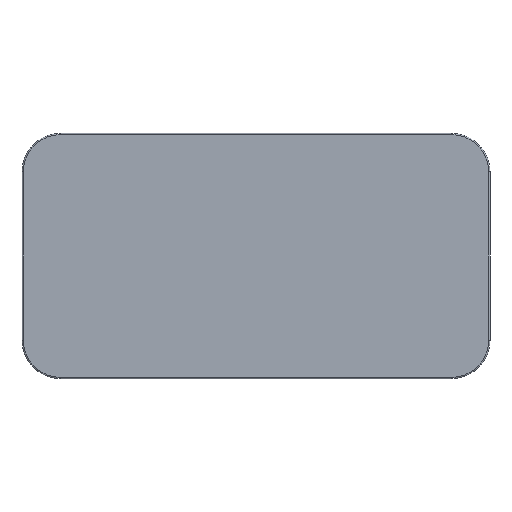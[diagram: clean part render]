
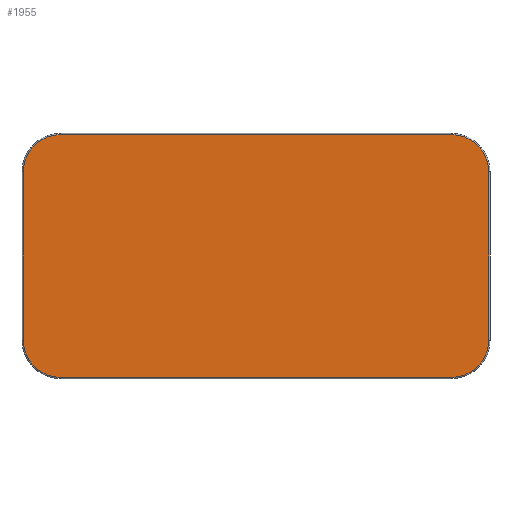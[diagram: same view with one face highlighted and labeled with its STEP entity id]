
A CAD part, front view. The second image highlights one B-rep face of the part: STEP entity #1955.
In plain terms, the highlighted planar face has unit normal (0, -1, 0).
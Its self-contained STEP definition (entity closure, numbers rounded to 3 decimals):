
#31=PLANE('',#2103);
#90=LINE('',#2942,#282);
#92=LINE('',#2954,#284);
#94=LINE('',#2966,#286);
#95=LINE('',#2974,#287);
#282=VECTOR('',#2310,10.);
#284=VECTOR('',#2324,10.);
#286=VECTOR('',#2338,10.);
#287=VECTOR('',#2349,10.);
#529=FACE_OUTER_BOUND('',#645,.T.);
#645=EDGE_LOOP('',(#1387,#1388,#1389,#1390,#1391,#1392,#1393,#1394));
#758=CIRCLE('',#2075,5.8);
#764=CIRCLE('',#2083,5.8);
#768=CIRCLE('',#2089,5.8);
#772=CIRCLE('',#2095,5.8);
#856=VERTEX_POINT('',#2930);
#857=VERTEX_POINT('',#2932);
#859=VERTEX_POINT('',#2938);
#861=VERTEX_POINT('',#2944);
#863=VERTEX_POINT('',#2950);
#865=VERTEX_POINT('',#2956);
#867=VERTEX_POINT('',#2962);
#869=VERTEX_POINT('',#2968);
#1044=EDGE_CURVE('',#856,#857,#758,.T.);
#1049=EDGE_CURVE('',#857,#859,#90,.T.);
#1052=EDGE_CURVE('',#859,#861,#764,.T.);
#1055=EDGE_CURVE('',#861,#863,#92,.T.);
#1058=EDGE_CURVE('',#863,#865,#768,.T.);
#1061=EDGE_CURVE('',#865,#867,#94,.T.);
#1064=EDGE_CURVE('',#867,#869,#772,.T.);
#1065=EDGE_CURVE('',#869,#856,#95,.T.);
#1387=ORIENTED_EDGE('',*,*,#1044,.F.);
#1388=ORIENTED_EDGE('',*,*,#1065,.F.);
#1389=ORIENTED_EDGE('',*,*,#1064,.F.);
#1390=ORIENTED_EDGE('',*,*,#1061,.F.);
#1391=ORIENTED_EDGE('',*,*,#1058,.F.);
#1392=ORIENTED_EDGE('',*,*,#1055,.F.);
#1393=ORIENTED_EDGE('',*,*,#1052,.F.);
#1394=ORIENTED_EDGE('',*,*,#1049,.F.);
#1955=ADVANCED_FACE('',(#529),#31,.T.);
#2075=AXIS2_PLACEMENT_3D('',#2933,#2299,#2300);
#2083=AXIS2_PLACEMENT_3D('',#2948,#2317,#2318);
#2089=AXIS2_PLACEMENT_3D('',#2960,#2331,#2332);
#2095=AXIS2_PLACEMENT_3D('',#2972,#2345,#2346);
#2103=AXIS2_PLACEMENT_3D('',#2994,#2370,#2371);
#2299=DIRECTION('center_axis',(0.,1.,0.));
#2300=DIRECTION('ref_axis',(-0.707,0.,0.707));
#2310=DIRECTION('',(1.,0.,0.));
#2317=DIRECTION('center_axis',(0.,1.,0.));
#2318=DIRECTION('ref_axis',(0.707,0.,0.707));
#2324=DIRECTION('',(0.,0.,-1.));
#2331=DIRECTION('center_axis',(0.,1.,0.));
#2332=DIRECTION('ref_axis',(0.707,0.,-0.707));
#2338=DIRECTION('',(-1.,0.,0.));
#2345=DIRECTION('center_axis',(0.,1.,0.));
#2346=DIRECTION('ref_axis',(-0.707,0.,-0.707));
#2349=DIRECTION('',(0.,0.,1.));
#2370=DIRECTION('center_axis',(0.,-1.,0.));
#2371=DIRECTION('ref_axis',(0.,0.,-1.));
#2930=CARTESIAN_POINT('',(-36.55,-2.,13.25));
#2932=CARTESIAN_POINT('',(-30.75,-2.,19.05));
#2933=CARTESIAN_POINT('Origin',(-30.75,-2.,13.25));
#2938=CARTESIAN_POINT('',(30.75,-2.,19.05));
#2942=CARTESIAN_POINT('',(18.375,-2.,19.05));
#2944=CARTESIAN_POINT('',(36.55,-2.,13.25));
#2948=CARTESIAN_POINT('Origin',(30.75,-2.,13.25));
#2950=CARTESIAN_POINT('',(36.55,-2.,-13.25));
#2954=CARTESIAN_POINT('',(36.55,-2.,-9.625));
#2956=CARTESIAN_POINT('',(30.75,-2.,-19.05));
#2960=CARTESIAN_POINT('Origin',(30.75,-2.,-13.25));
#2962=CARTESIAN_POINT('',(-30.75,-2.,-19.05));
#2966=CARTESIAN_POINT('',(-18.375,-2.,-19.05));
#2968=CARTESIAN_POINT('',(-36.55,-2.,-13.25));
#2972=CARTESIAN_POINT('Origin',(-30.75,-2.,-13.25));
#2974=CARTESIAN_POINT('',(-36.55,-2.,9.625));
#2994=CARTESIAN_POINT('Origin',(0.,-2.,0.));
